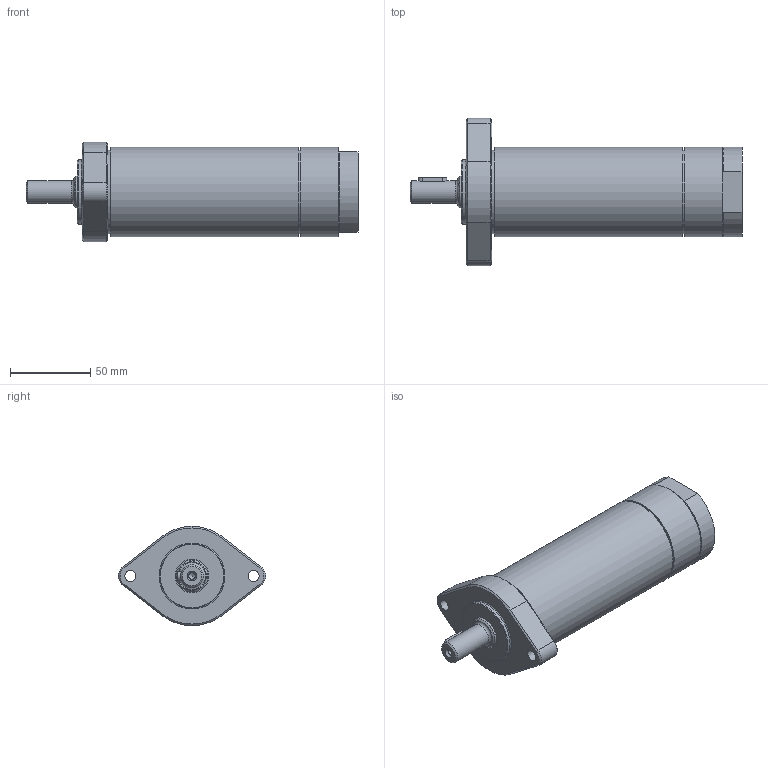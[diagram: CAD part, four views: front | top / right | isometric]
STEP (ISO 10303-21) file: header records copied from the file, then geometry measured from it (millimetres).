
FILE_DESCRIPTION(/* description */ ('MRD 55-500 F77'),/* implementation_level */ '2;1');
FILE_NAME(/* name */ 'MRD 55-500 F77_29906347.stp',/* time_stamp */ '2023-11-30T13:33:21+01:00',/* author */ ('DSteinicke'),/* organization */ (''),/* preprocessor_version */ 'ST-DEVELOPER v19.2',/* originating_system */ 'Autodesk Inventor 2024',/* authorisation */ '');
FILE_SCHEMA (('AUTOMOTIVE_DESIGN { 1 0 10303 214 3 1 1 }'));
Length unit declared in the file: millimetre
Products named in the file (1): 29906347
Bounding box: 207.4 x 91.95 x 62 mm (x, y, z)
Volume: 447489.8 mm3; surface area: 43150.9 mm2
Topology: 1 solids, 1 shells, 157 faces, 384 edges, 247 vertices
Faces by surface type: plane 104, cylinder 22, cone 22, bspline 7, torus 2
Full cylindrical faces by diameter (mm): 4 x1, 4.134 x1, 7 x2, 11.445 x1, 14 x1, 14.95 x1, 19.95 x1, 21 x1, 40 x1, 51.99 x2, 56 x2
Entity records: 4890 total; most frequent: CARTESIAN_POINT 968, ORIENTED_EDGE 766, DIRECTION 733, EDGE_CURVE 383, LINE 267, VECTOR 267, VERTEX_POINT 247, AXIS2_PLACEMENT_3D 233
